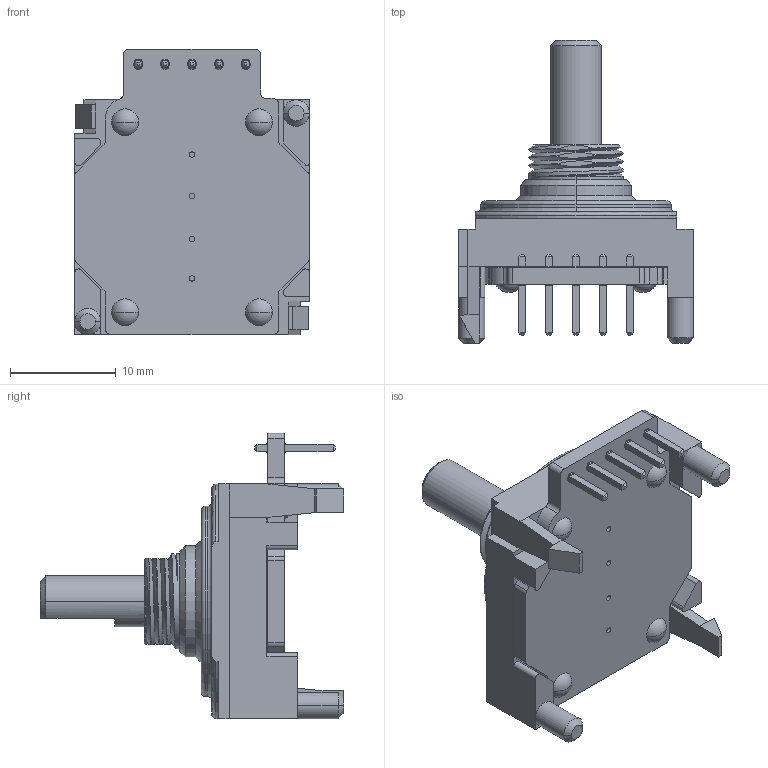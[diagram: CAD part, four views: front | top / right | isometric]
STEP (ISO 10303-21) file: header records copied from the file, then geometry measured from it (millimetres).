
FILE_DESCRIPTION((''),'2;1');
FILE_NAME('EPS1D-F19-AXXXXL','2014-08-05T',('RICKB'),('Bourns, Inc.'),'PRO/ENGINEER BY PARAMETRIC TECHNOLOGY CORPORATION, 2012230','PRO/ENGINEER BY PARAMETRIC TECHNOLOGY CORPORATION, 2012230','');
FILE_SCHEMA(('CONFIG_CONTROL_DESIGN'));
Length unit declared in the file: inch
Products named in the file (1): EPS1D-F19-AXXXXL
Bounding box: 22.2 x 28.64 x 26.99 mm (x, y, z)
Volume: 3435.4 mm3; surface area: 3825.1 mm2
Topology: 1 solids, 2 shells, 486 faces, 1353 edges, 867 vertices
Faces by surface type: plane 284, cylinder 119, bspline 46, cone 23, sphere 8, torus 6
Entity records: 17371 total; most frequent: CARTESIAN_POINT 4838, ORIENTED_EDGE 2690, DIRECTION 2550, EDGE_CURVE 1345, VERTEX_POINT 867, AXIS2_PLACEMENT_3D 852, VECTOR 846, LINE 846
